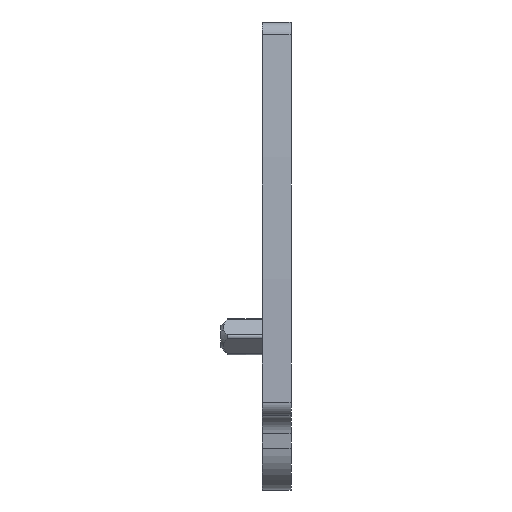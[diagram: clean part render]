
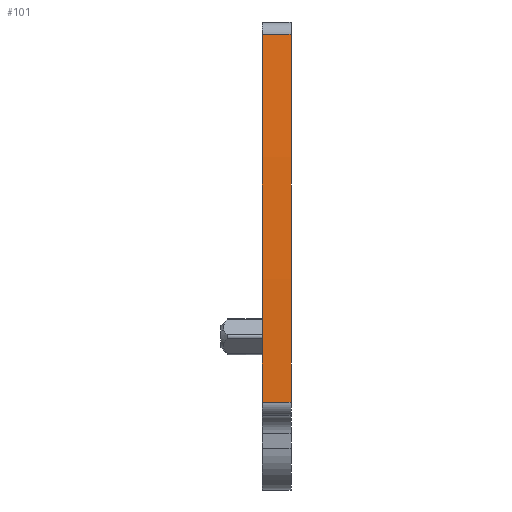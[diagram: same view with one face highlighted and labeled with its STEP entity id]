
A CAD part, front view. The second image highlights one B-rep face of the part: STEP entity #101.
In plain terms, the highlighted cylindrical face has radius 248.5 mm (diameter 497 mm), a partial arc.
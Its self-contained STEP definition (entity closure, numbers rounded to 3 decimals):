
#74=AXIS2_PLACEMENT_3D('Cylinder Axis2P3D',#71,#72,#73) ;
#78=AXIS2_PLACEMENT_3D('Circle Axis2P3D',#76,#77,$) ;
#92=AXIS2_PLACEMENT_3D('Circle Axis2P3D',#90,#91,$) ;
#49=CARTESIAN_POINT('Vertex',(3.,1.08,33.143)) ;
#52=CARTESIAN_POINT('Line Origine',(4.05,1.08,33.143)) ;
#56=CARTESIAN_POINT('Vertex',(5.1,1.08,33.143)) ;
#71=CARTESIAN_POINT('Axis2P3D Location',(4.05,248.5,10.)) ;
#76=CARTESIAN_POINT('Axis2P3D Location',(3.,248.5,10.)) ;
#80=CARTESIAN_POINT('Vertex',(3.,0.026,6.385)) ;
#83=CARTESIAN_POINT('Line Origine',(4.05,0.026,6.385)) ;
#87=CARTESIAN_POINT('Vertex',(5.1,0.026,6.385)) ;
#90=CARTESIAN_POINT('Axis2P3D Location',(5.1,248.5,10.)) ;
#53=DIRECTION('Vector Direction',(1.,0.,0.)) ;
#72=DIRECTION('Axis2P3D Direction',(1.,0.,0.)) ;
#73=DIRECTION('Axis2P3D XDirection',(0.,-0.996,0.093)) ;
#77=DIRECTION('Axis2P3D Direction',(1.,0.,0.)) ;
#84=DIRECTION('Vector Direction',(1.,0.,0.)) ;
#91=DIRECTION('Axis2P3D Direction',(1.,0.,0.)) ;
#54=VECTOR('Line Direction',#53,1.) ;
#85=VECTOR('Line Direction',#84,1.) ;
#96=ORIENTED_EDGE('',*,*,#58,.F.) ;
#97=ORIENTED_EDGE('',*,*,#82,.T.) ;
#98=ORIENTED_EDGE('',*,*,#89,.T.) ;
#99=ORIENTED_EDGE('',*,*,#94,.F.) ;
#101=ADVANCED_FACE('SEP_4C_4',(#100),#75,.T.) ;
#79=CIRCLE('generated circle',#78,248.5) ;
#93=CIRCLE('generated circle',#92,248.5) ;
#75=CYLINDRICAL_SURFACE('generated cylinder',#74,248.5) ;
#58=EDGE_CURVE('',#50,#57,#55,.T.) ;
#82=EDGE_CURVE('',#50,#81,#79,.T.) ;
#89=EDGE_CURVE('',#81,#88,#86,.T.) ;
#94=EDGE_CURVE('',#57,#88,#93,.T.) ;
#95=EDGE_LOOP('',(#96,#97,#98,#99)) ;
#100=FACE_OUTER_BOUND('',#95,.T.) ;
#55=LINE('Line',#52,#54) ;
#86=LINE('Line',#83,#85) ;
#50=VERTEX_POINT('',#49) ;
#57=VERTEX_POINT('',#56) ;
#81=VERTEX_POINT('',#80) ;
#88=VERTEX_POINT('',#87) ;
